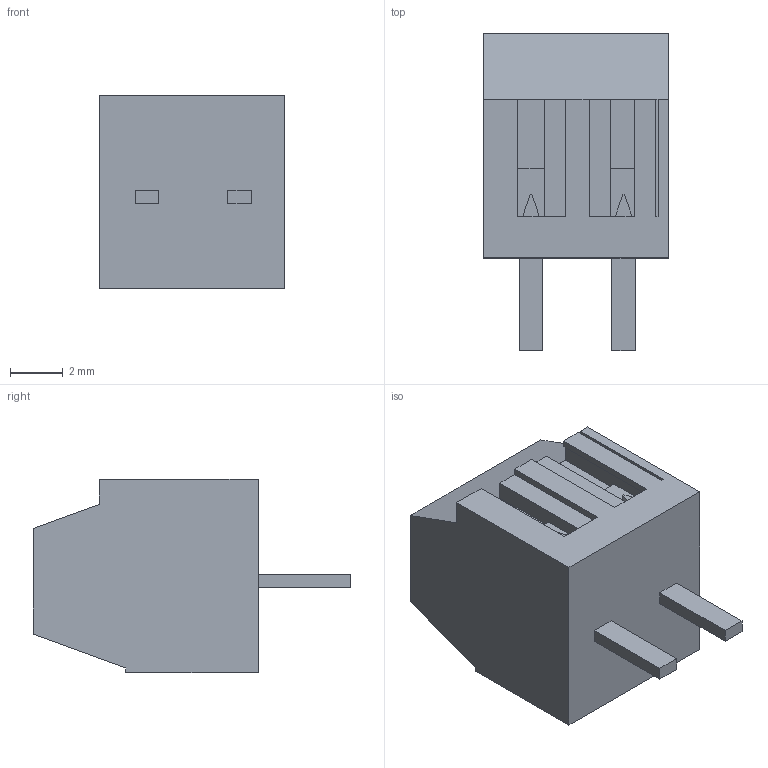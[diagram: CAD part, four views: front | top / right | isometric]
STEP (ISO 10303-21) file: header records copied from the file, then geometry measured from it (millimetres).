
FILE_DESCRIPTION((''),'2;1');
FILE_NAME('C-1776112-2','2008-08-26T',('workeradm'),('Tyco Electronics Corporation'),'PRO/ENGINEER BY PARAMETRIC TECHNOLOGY CORPORATION, 2005450','PRO/ENGINEER BY PARAMETRIC TECHNOLOGY CORPORATION, 2005450','');
FILE_SCHEMA(('CONFIG_CONTROL_DESIGN', 'GEOMETRIC_VALIDATION_PROPERTIES_MIM'));
Length unit declared in the file: millimetre
Products named in the file (1): C-1776112-2
Bounding box: 7 x 12 x 7.3 mm (x, y, z)
Volume: 353.2 mm3; surface area: 397.2 mm2
Topology: 1 solids, 1 shells, 95 faces, 261 edges, 174 vertices
Faces by surface type: plane 77, cylinder 18
Entity records: 3214 total; most frequent: CARTESIAN_POINT 696, ORIENTED_EDGE 522, DIRECTION 445, EDGE_CURVE 261, VECTOR 209, LINE 209, VERTEX_POINT 174, AXIS2_PLACEMENT_3D 118
